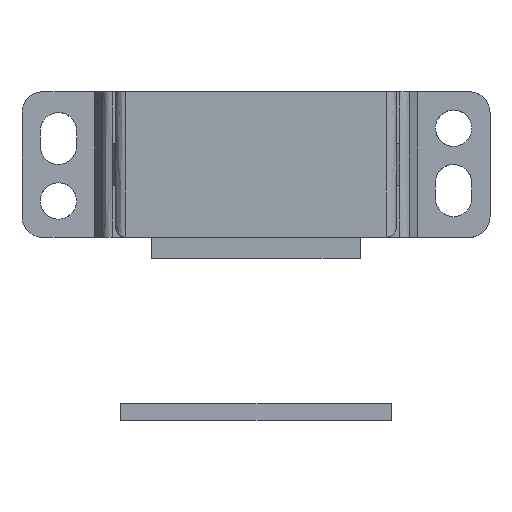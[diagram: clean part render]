
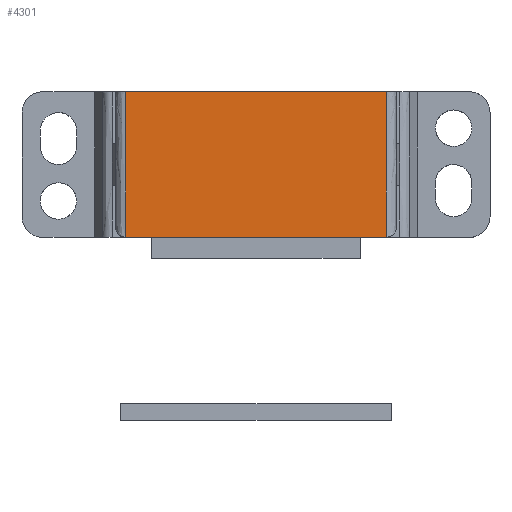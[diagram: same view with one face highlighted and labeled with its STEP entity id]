
A CAD part, top view. The second image highlights one B-rep face of the part: STEP entity #4301.
In plain terms, the highlighted free-form (B-spline) face has degree [1, 1] with [2, 2] control points.
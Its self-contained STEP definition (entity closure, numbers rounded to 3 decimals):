
#3702=CARTESIAN_POINT('',(-12.5,0.0,11.0));
#3703=VERTEX_POINT('',#3702);
#3717=CARTESIAN_POINT('',(12.5,0.0,11.0));
#3718=VERTEX_POINT('',#3717);
#3719=CARTESIAN_POINT('',(12.5,0.0,11.0));
#3720=CARTESIAN_POINT('',(-12.5,0.0,11.0));
#3721=QUASI_UNIFORM_CURVE('',1,(#3719,#3720),.UNSPECIFIED.,.F.,.U.);
#3722=EDGE_CURVE('',#3718,#3703,#3721,.T.);
#4066=CARTESIAN_POINT('',(12.5,-14.0,11.0));
#4067=VERTEX_POINT('',#4066);
#4083=CARTESIAN_POINT('',(12.5,-14.0,11.0));
#4084=CARTESIAN_POINT('',(12.5,0.0,11.0));
#4085=QUASI_UNIFORM_CURVE('',1,(#4083,#4084),.UNSPECIFIED.,.F.,.U.);
#4086=EDGE_CURVE('',#4067,#3718,#4085,.T.);
#4145=CARTESIAN_POINT('',(-12.5,-14.0,11.0));
#4146=VERTEX_POINT('',#4145);
#4190=CARTESIAN_POINT('',(-12.5,0.0,11.0));
#4191=CARTESIAN_POINT('',(-12.5,-14.0,11.0));
#4192=QUASI_UNIFORM_CURVE('',1,(#4190,#4191),.UNSPECIFIED.,.F.,.U.);
#4193=EDGE_CURVE('',#3703,#4146,#4192,.T.);
#4286=CARTESIAN_POINT('',(-13.749,-14.699,11.0));
#4287=CARTESIAN_POINT('',(13.749,-14.699,11.0));
#4288=CARTESIAN_POINT('',(-13.749,0.699,11.0));
#4289=CARTESIAN_POINT('',(13.749,0.699,11.0));
#4290=B_SPLINE_SURFACE_WITH_KNOTS('',1,1,((#4286,#4288),(#4287,#4289)),.UNSPECIFIED.,.F.,.F.,.U.,(2,2),(2,2),(0.0,27.498),(0.0,15.399),.UNSPECIFIED.);
#4291=ORIENTED_EDGE('',*,*,#3722,.T.);
#4292=ORIENTED_EDGE('',*,*,#4193,.T.);
#4293=CARTESIAN_POINT('',(12.5,-14.0,11.0));
#4294=CARTESIAN_POINT('',(-12.5,-14.0,11.0));
#4295=QUASI_UNIFORM_CURVE('',1,(#4293,#4294),.UNSPECIFIED.,.F.,.U.);
#4296=EDGE_CURVE('',#4067,#4146,#4295,.T.);
#4297=ORIENTED_EDGE('',*,*,#4296,.F.);
#4298=ORIENTED_EDGE('',*,*,#4086,.T.);
#4299=EDGE_LOOP('',(#4291,#4292,#4297,#4298));
#4300=FACE_OUTER_BOUND('',#4299,.T.);
#4301=ADVANCED_FACE('',(#4300),#4290,.T.);
